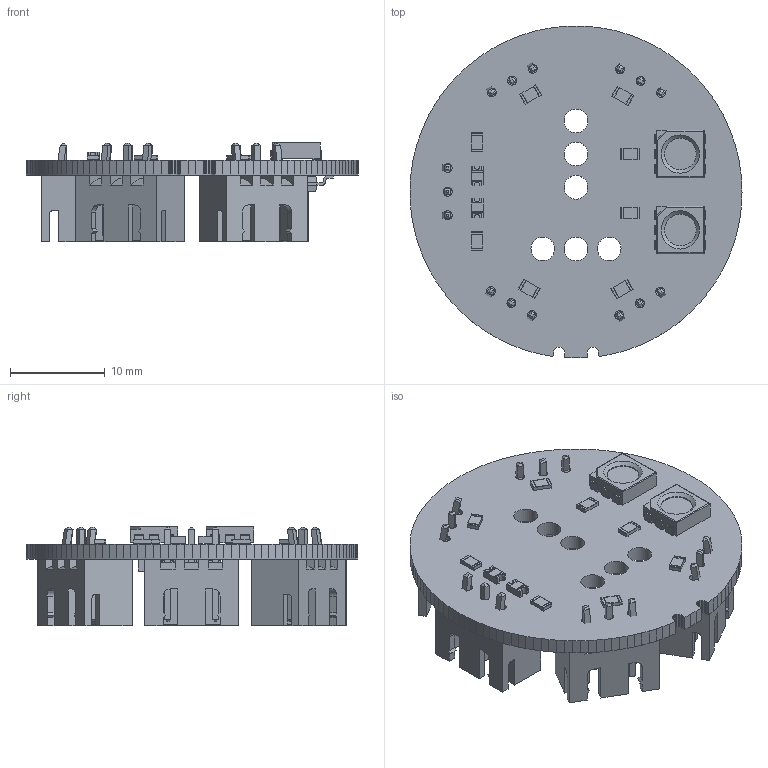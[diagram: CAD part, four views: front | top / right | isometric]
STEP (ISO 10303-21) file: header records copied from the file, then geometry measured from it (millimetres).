
FILE_DESCRIPTION(('KiCad electronic assembly'),'2;1');
FILE_NAME('glowprism_pipe_pcb.step','2023-06-29T19:17:16',('Pcbnew'),( 'Kicad'),'Open CASCADE STEP processor 7.6','KiCad to STEP converter' ,'Unknown');
FILE_SCHEMA(('AUTOMOTIVE_DESIGN { 1 0 10303 214 1 1 1 1 }'));
Length unit declared in the file: millimetre
Products named in the file (16): glowprism_pipe_pcb 1; R_0805_2012Metric; SOLID; LED_WS2812_PLCC6_5.0x5.0mm_P1.6mm; D_0805_2012Metric; JST_XH_B3B-XH-A_1x03_P2.50mm_Vertical; C_0805_2012Metric; SOT-353_SC-70-5; SOT-223; PCB
Assembly tree (29 placements, depth 3):
  glowprism_pipe_pcb 1
    R_0805_2012Metric  x8
      SOLID
    LED_WS2812_PLCC6_5.0x5.0mm_P1.6mm  x2
      SOLID
    D_0805_2012Metric  x2
      SOLID
    JST_XH_B3B-XH-A_1x03_P2.50mm_Vertical  x5
      SOLID
    C_0805_2012Metric  x2
      SOLID
    SOT-353_SC-70-5
      SOLID
    SOT-223
      SOLID
    PCB
Bounding box: 35 x 35 x 10.53 mm (x, y, z)
Volume: 2602.7 mm3; surface area: 5194.4 mm2
Topology: 22 solids, 22 shells, 1477 faces, 4005 edges, 2598 vertices
Faces by surface type: plane 1177, cylinder 253, bspline 45, cone 2
Full cylindrical faces by diameter (mm): 0.95 x15, 2.5 x6, 3.333 x2
Entity records: 49379 total; most frequent: CARTESIAN_POINT 9158, DIRECTION 6720, LINE 4843, VECTOR 4843, ORIENTED_EDGE 3656, PCURVE 3656, DEFINITIONAL_REPRESENTATION 3656, EDGE_CURVE 1828
